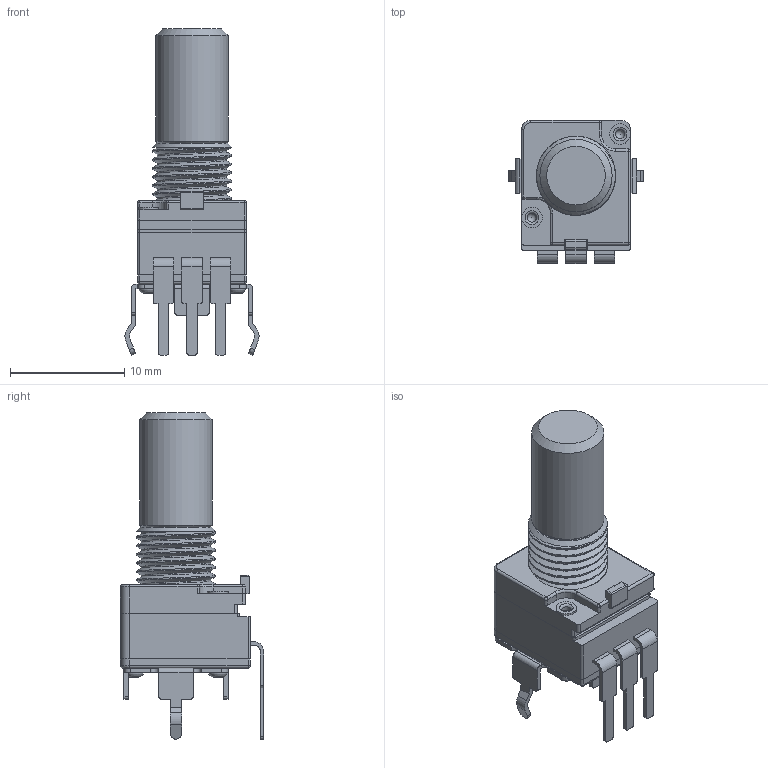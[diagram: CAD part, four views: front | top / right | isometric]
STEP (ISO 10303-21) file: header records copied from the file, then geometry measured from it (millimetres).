
FILE_DESCRIPTION(/* description */ (''),/* implementation_level */ '2;1');
FILE_NAME(/* name */ 'RD901F-40-15R1.step',/* time_stamp */ '2021-03-08T20:21:35+03:00',/* author */ (''),/* organization */ (''),/* preprocessor_version */ 'ST-DEVELOPER v18.1',/* originating_system */ 'Autodesk Translation Framework v9.10.0.1330',/* authorisation */ '');
FILE_SCHEMA (('AUTOMOTIVE_DESIGN { 1 0 10303 214 3 1 1 }'));
Length unit declared in the file: millimetre
Products named in the file (1): RD901F-40-15R1
Bounding box: 11.72 x 12.5 x 28.5 mm (x, y, z)
Volume: 1289.2 mm3; surface area: 1765.8 mm2
Topology: 9 solids, 9 shells, 286 faces, 735 edges, 472 vertices
Faces by surface type: plane 139, cylinder 120, sphere 11, torus 9, bspline 4, cone 3
Full cylindrical faces by diameter (mm): 0.8 x2, 1.2 x10, 1.8 x2, 6.048 x3, 6.32 x1, 6.908 x4
Entity records: 9901 total; most frequent: CARTESIAN_POINT 2718, DIRECTION 1507, ORIENTED_EDGE 1466, EDGE_CURVE 733, AXIS2_PLACEMENT_3D 526, VERTEX_POINT 472, LINE 455, VECTOR 455
